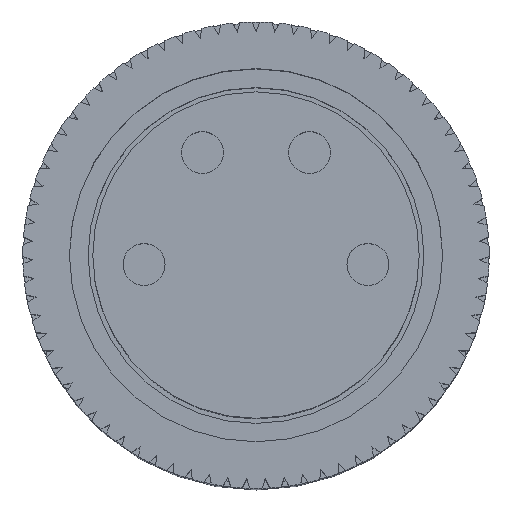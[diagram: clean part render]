
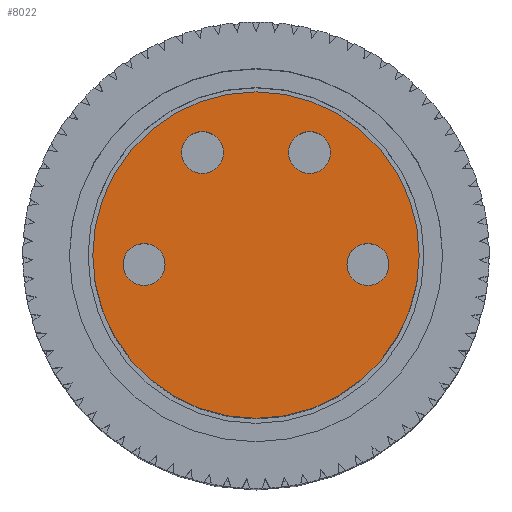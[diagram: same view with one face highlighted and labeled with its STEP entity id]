
A CAD part, top view. The second image highlights one B-rep face of the part: STEP entity #8022.
In plain terms, the highlighted planar face has unit normal (0, 0, 1).
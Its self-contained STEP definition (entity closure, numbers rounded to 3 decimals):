
#231 = EDGE_CURVE ( 'NONE', #7102, #4197, #8927, .T. ) ;
#319 = EDGE_CURVE ( 'NONE', #8594, #1236, #3109, .T. ) ;
#726 = VERTEX_POINT ( 'NONE', #9607 ) ;
#749 = FACE_BOUND ( 'NONE', #4766, .T. ) ;
#917 = AXIS2_PLACEMENT_3D ( 'NONE', #2447, #3186, #1609 ) ;
#928 = DIRECTION ( 'NONE',  ( 1., 0., 0. ) ) ;
#954 = ORIENTED_EDGE ( 'NONE', *, *, #9526, .T. ) ;
#960 = DIRECTION ( 'NONE',  ( 0., 0., 1. ) ) ;
#1021 = CARTESIAN_POINT ( 'NONE',  ( 1.6, 2.2, 7.7 ) ) ;
#1031 = CARTESIAN_POINT ( 'NONE',  ( -1.6, 2.2, 7.7 ) ) ;
#1098 = ORIENTED_EDGE ( 'NONE', *, *, #319, .F. ) ;
#1236 = VERTEX_POINT ( 'NONE', #7268 ) ;
#1240 = AXIS2_PLACEMENT_3D ( 'NONE', #5296, #8312, #7677 ) ;
#1550 = FACE_BOUND ( 'NONE', #4873, .T. ) ;
#1609 = DIRECTION ( 'NONE',  ( 1., 0., 0. ) ) ;
#1830 = CARTESIAN_POINT ( 'NONE',  ( 2.4, -0.2, 7.7 ) ) ;
#1858 = DIRECTION ( 'NONE',  ( 0., 0., 1. ) ) ;
#1900 = DIRECTION ( 'NONE',  ( 0., 0., 1. ) ) ;
#1950 = AXIS2_PLACEMENT_3D ( 'NONE', #5973, #6688, #7598 ) ;
#2025 = FACE_OUTER_BOUND ( 'NONE', #3159, .T. ) ;
#2366 = CARTESIAN_POINT ( 'NONE',  ( 0.7, 2.2, 7.7 ) ) ;
#2447 = CARTESIAN_POINT ( 'NONE',  ( 0., 0., 7.7 ) ) ;
#2454 = EDGE_CURVE ( 'NONE', #4197, #7102, #9309, .T. ) ;
#2533 = ORIENTED_EDGE ( 'NONE', *, *, #8063, .F. ) ;
#2591 = EDGE_CURVE ( 'NONE', #7413, #2632, #3470, .T. ) ;
#2632 = VERTEX_POINT ( 'NONE', #1021 ) ;
#2688 = DIRECTION ( 'NONE',  ( 0., 0., 1. ) ) ;
#2700 = CIRCLE ( 'NONE', #1950, 3.5 ) ;
#2723 = AXIS2_PLACEMENT_3D ( 'NONE', #7119, #1858, #4886 ) ;
#3109 = CIRCLE ( 'NONE', #8528, 0.45 ) ;
#3159 = EDGE_LOOP ( 'NONE', ( #7655, #954 ) ) ;
#3186 = DIRECTION ( 'NONE',  ( 0., 0., 1. ) ) ;
#3296 = CIRCLE ( 'NONE', #4938, 0.45 ) ;
#3470 = CIRCLE ( 'NONE', #2723, 0.45 ) ;
#3547 = CIRCLE ( 'NONE', #6117, 0.45 ) ;
#3923 = FACE_BOUND ( 'NONE', #4380, .T. ) ;
#3973 = EDGE_CURVE ( 'NONE', #1236, #8594, #7693, .T. ) ;
#3979 = DIRECTION ( 'NONE',  ( 0., 0., 1. ) ) ;
#4034 = CIRCLE ( 'NONE', #9412, 0.45 ) ;
#4085 = DIRECTION ( 'NONE',  ( 0., 0., 1. ) ) ;
#4105 = CARTESIAN_POINT ( 'NONE',  ( -1.15, 2.2, 7.7 ) ) ;
#4172 = DIRECTION ( 'NONE',  ( 1., 0., 0. ) ) ;
#4197 = VERTEX_POINT ( 'NONE', #6402 ) ;
#4235 = ORIENTED_EDGE ( 'NONE', *, *, #231, .F. ) ;
#4285 = ORIENTED_EDGE ( 'NONE', *, *, #9016, .F. ) ;
#4312 = ORIENTED_EDGE ( 'NONE', *, *, #8188, .F. ) ;
#4365 = CARTESIAN_POINT ( 'NONE',  ( -0.7, 2.2, 7.7 ) ) ;
#4380 = EDGE_LOOP ( 'NONE', ( #4312, #2533 ) ) ;
#4696 = CIRCLE ( 'NONE', #7832, 3.5 ) ;
#4766 = EDGE_LOOP ( 'NONE', ( #7682, #1098 ) ) ;
#4873 = EDGE_LOOP ( 'NONE', ( #4285, #6403 ) ) ;
#4886 = DIRECTION ( 'NONE',  ( 1., 0., 0. ) ) ;
#4938 = AXIS2_PLACEMENT_3D ( 'NONE', #9218, #4085, #9192 ) ;
#5237 = AXIS2_PLACEMENT_3D ( 'NONE', #1830, #7609, #8308 ) ;
#5296 = CARTESIAN_POINT ( 'NONE',  ( -2.4, -0.2, 7.7 ) ) ;
#5395 = CARTESIAN_POINT ( 'NONE',  ( -1.15, 2.2, 7.7 ) ) ;
#5419 = VERTEX_POINT ( 'NONE', #6615 ) ;
#5458 = EDGE_LOOP ( 'NONE', ( #9225, #4235 ) ) ;
#5464 = DIRECTION ( 'NONE',  ( 0., 0., 1. ) ) ;
#5607 = CARTESIAN_POINT ( 'NONE',  ( -2.4, -0.2, 7.7 ) ) ;
#5869 = CARTESIAN_POINT ( 'NONE',  ( 1.95, -0.2, 7.7 ) ) ;
#5914 = VERTEX_POINT ( 'NONE', #1031 ) ;
#5973 = CARTESIAN_POINT ( 'NONE',  ( 0., 0., 7.7 ) ) ;
#6117 = AXIS2_PLACEMENT_3D ( 'NONE', #4105, #2688, #4172 ) ;
#6131 = CARTESIAN_POINT ( 'NONE',  ( 0., 0., 7.7 ) ) ;
#6207 = EDGE_CURVE ( 'NONE', #726, #5419, #2700, .T. ) ;
#6222 = AXIS2_PLACEMENT_3D ( 'NONE', #9153, #960, #7818 ) ;
#6402 = CARTESIAN_POINT ( 'NONE',  ( 2.85, -0.2, 7.7 ) ) ;
#6403 = ORIENTED_EDGE ( 'NONE', *, *, #2591, .F. ) ;
#6615 = CARTESIAN_POINT ( 'NONE',  ( 3.5, 0., 7.7 ) ) ;
#6688 = DIRECTION ( 'NONE',  ( 0., 0., 1. ) ) ;
#7085 = VERTEX_POINT ( 'NONE', #4365 ) ;
#7102 = VERTEX_POINT ( 'NONE', #5869 ) ;
#7119 = CARTESIAN_POINT ( 'NONE',  ( 1.15, 2.2, 7.7 ) ) ;
#7268 = CARTESIAN_POINT ( 'NONE',  ( -1.95, -0.2, 7.7 ) ) ;
#7413 = VERTEX_POINT ( 'NONE', #2366 ) ;
#7598 = DIRECTION ( 'NONE',  ( 1., 0., 0. ) ) ;
#7609 = DIRECTION ( 'NONE',  ( 0., 0., 1. ) ) ;
#7644 = PLANE ( 'NONE',  #917 ) ;
#7655 = ORIENTED_EDGE ( 'NONE', *, *, #6207, .T. ) ;
#7677 = DIRECTION ( 'NONE',  ( 1., 0., 0. ) ) ;
#7682 = ORIENTED_EDGE ( 'NONE', *, *, #3973, .F. ) ;
#7693 = CIRCLE ( 'NONE', #1240, 0.45 ) ;
#7818 = DIRECTION ( 'NONE',  ( 1., 0., 0. ) ) ;
#7832 = AXIS2_PLACEMENT_3D ( 'NONE', #6131, #5464, #8334 ) ;
#7859 = DIRECTION ( 'NONE',  ( 1., 0., 0. ) ) ;
#8022 = ADVANCED_FACE ( 'NONE', ( #749, #9498, #3923, #1550, #2025 ), #7644, .T. ) ;
#8063 = EDGE_CURVE ( 'NONE', #5914, #7085, #4034, .T. ) ;
#8065 = CARTESIAN_POINT ( 'NONE',  ( -2.85, -0.2, 7.7 ) ) ;
#8188 = EDGE_CURVE ( 'NONE', #7085, #5914, #3547, .T. ) ;
#8308 = DIRECTION ( 'NONE',  ( 1., 0., 0. ) ) ;
#8312 = DIRECTION ( 'NONE',  ( 0., 0., 1. ) ) ;
#8334 = DIRECTION ( 'NONE',  ( 1., 0., 0. ) ) ;
#8528 = AXIS2_PLACEMENT_3D ( 'NONE', #5607, #1900, #7859 ) ;
#8594 = VERTEX_POINT ( 'NONE', #8065 ) ;
#8927 = CIRCLE ( 'NONE', #6222, 0.45 ) ;
#9016 = EDGE_CURVE ( 'NONE', #2632, #7413, #3296, .T. ) ;
#9153 = CARTESIAN_POINT ( 'NONE',  ( 2.4, -0.2, 7.7 ) ) ;
#9192 = DIRECTION ( 'NONE',  ( 1., 0., 0. ) ) ;
#9218 = CARTESIAN_POINT ( 'NONE',  ( 1.15, 2.2, 7.7 ) ) ;
#9225 = ORIENTED_EDGE ( 'NONE', *, *, #2454, .F. ) ;
#9309 = CIRCLE ( 'NONE', #5237, 0.45 ) ;
#9412 = AXIS2_PLACEMENT_3D ( 'NONE', #5395, #3979, #928 ) ;
#9498 = FACE_BOUND ( 'NONE', #5458, .T. ) ;
#9526 = EDGE_CURVE ( 'NONE', #5419, #726, #4696, .T. ) ;
#9607 = CARTESIAN_POINT ( 'NONE',  ( -3.5, 0., 7.7 ) ) ;
